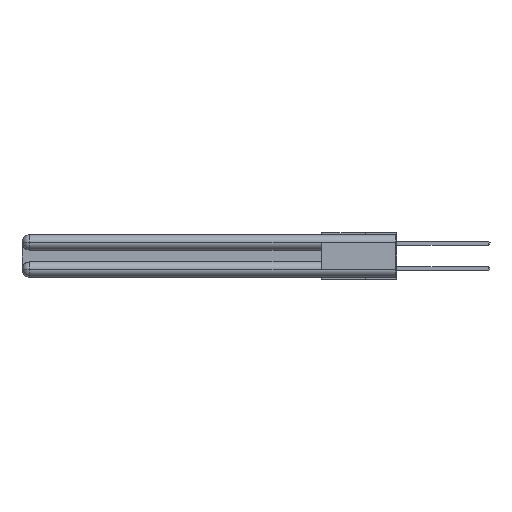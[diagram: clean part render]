
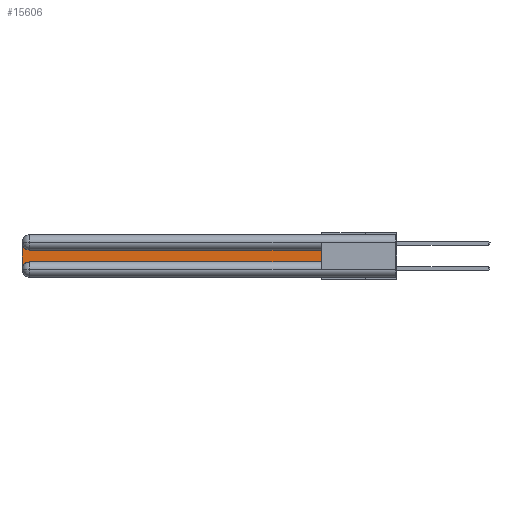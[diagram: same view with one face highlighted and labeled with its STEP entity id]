
A CAD part, left-side view. The second image highlights one B-rep face of the part: STEP entity #15606.
In plain terms, the highlighted planar face has unit normal (-1, 0, 0).
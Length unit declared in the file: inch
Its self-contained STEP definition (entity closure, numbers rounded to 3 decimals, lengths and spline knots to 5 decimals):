
#311 = DIRECTION ( 'NONE',  ( 1., 0., 0. ) ) ;
#610 = EDGE_LOOP ( 'NONE', ( #31300, #9403, #35543, #22111, #7044, #20938 ) ) ;
#1257 = VERTEX_POINT ( 'NONE', #3898 ) ;
#2420 = CARTESIAN_POINT ( 'NONE',  ( 0.075, 0.6, -0.2175 ) ) ;
#3898 = CARTESIAN_POINT ( 'NONE',  ( 0.075, 2.94, -0.2175 ) ) ;
#4270 = DIRECTION ( 'NONE',  ( 1., 0., 0. ) ) ;
#4828 = CIRCLE ( 'NONE', #17714, 0.06 ) ;
#5118 = VERTEX_POINT ( 'NONE', #32094 ) ;
#5290 = EDGE_CURVE ( 'NONE', #5118, #1257, #8725, .T. ) ;
#5442 = AXIS2_PLACEMENT_3D ( 'NONE', #31408, #4270, #31651 ) ;
#6174 = CARTESIAN_POINT ( 'NONE',  ( 0.075, 0.6, -0.2175 ) ) ;
#6868 = AXIS2_PLACEMENT_3D ( 'NONE', #30194, #8116, #29830 ) ;
#7044 = ORIENTED_EDGE ( 'NONE', *, *, #26200, .T. ) ;
#7575 = DIRECTION ( 'NONE',  ( 0., 0., 1. ) ) ;
#8116 = DIRECTION ( 'NONE',  ( 1., 0., 0. ) ) ;
#8725 = CIRCLE ( 'NONE', #6868, 0.06 ) ;
#9403 = ORIENTED_EDGE ( 'NONE', *, *, #25869, .T. ) ;
#10370 = DIRECTION ( 'NONE',  ( 0., 0., -1. ) ) ;
#11983 = VECTOR ( 'NONE', #15407, 39.37008 ) ;
#12592 = EDGE_CURVE ( 'NONE', #21379, #26029, #30670, .T. ) ;
#15245 = PLANE ( 'NONE',  #5442 ) ;
#15407 = DIRECTION ( 'NONE',  ( 0., 1., 0. ) ) ;
#15606 = ADVANCED_FACE ( 'NONE', ( #19197 ), #15245, .F. ) ;
#15953 = CARTESIAN_POINT ( 'NONE',  ( 0.075, 2.94, -0.1225 ) ) ;
#17714 = AXIS2_PLACEMENT_3D ( 'NONE', #30281, #311, #24868 ) ;
#18061 = LINE ( 'NONE', #34582, #11983 ) ;
#18720 = CARTESIAN_POINT ( 'NONE',  ( 0.075, 3., -0.2175 ) ) ;
#19197 = FACE_OUTER_BOUND ( 'NONE', #610, .T. ) ;
#19491 = EDGE_CURVE ( 'NONE', #26029, #34653, #18061, .T. ) ;
#20938 = ORIENTED_EDGE ( 'NONE', *, *, #12592, .T. ) ;
#21124 = EDGE_CURVE ( 'NONE', #22733, #5118, #27008, .T. ) ;
#21379 = VERTEX_POINT ( 'NONE', #6174 ) ;
#22111 = ORIENTED_EDGE ( 'NONE', *, *, #5290, .T. ) ;
#22733 = VERTEX_POINT ( 'NONE', #31275 ) ;
#23380 = LINE ( 'NONE', #2420, #30254 ) ;
#24868 = DIRECTION ( 'NONE',  ( 0., 0., -1. ) ) ;
#25869 = EDGE_CURVE ( 'NONE', #34653, #22733, #4828, .T. ) ;
#26029 = VERTEX_POINT ( 'NONE', #26196 ) ;
#26196 = CARTESIAN_POINT ( 'NONE',  ( 0.075, 0.6, -0.1225 ) ) ;
#26200 = EDGE_CURVE ( 'NONE', #1257, #21379, #23380, .T. ) ;
#27008 = LINE ( 'NONE', #18720, #29588 ) ;
#29203 = CARTESIAN_POINT ( 'NONE',  ( 0.075, 0.6, -0.2175 ) ) ;
#29588 = VECTOR ( 'NONE', #10370, 39.37008 ) ;
#29830 = DIRECTION ( 'NONE',  ( 0., 0., -1. ) ) ;
#29998 = DIRECTION ( 'NONE',  ( 0., -1., 0. ) ) ;
#30194 = CARTESIAN_POINT ( 'NONE',  ( 0.075, 2.94, -0.2775 ) ) ;
#30254 = VECTOR ( 'NONE', #29998, 39.37008 ) ;
#30281 = CARTESIAN_POINT ( 'NONE',  ( 0.075, 2.94, -0.0625 ) ) ;
#30670 = LINE ( 'NONE', #29203, #31964 ) ;
#31275 = CARTESIAN_POINT ( 'NONE',  ( 0.075, 3., -0.0625 ) ) ;
#31300 = ORIENTED_EDGE ( 'NONE', *, *, #19491, .T. ) ;
#31408 = CARTESIAN_POINT ( 'NONE',  ( 0.075, 3., -0.1225 ) ) ;
#31651 = DIRECTION ( 'NONE',  ( 0., 0., -1. ) ) ;
#31964 = VECTOR ( 'NONE', #7575, 39.37008 ) ;
#32094 = CARTESIAN_POINT ( 'NONE',  ( 0.075, 3., -0.2775 ) ) ;
#34582 = CARTESIAN_POINT ( 'NONE',  ( 0.075, 0.6, -0.1225 ) ) ;
#34653 = VERTEX_POINT ( 'NONE', #15953 ) ;
#35543 = ORIENTED_EDGE ( 'NONE', *, *, #21124, .T. ) ;
